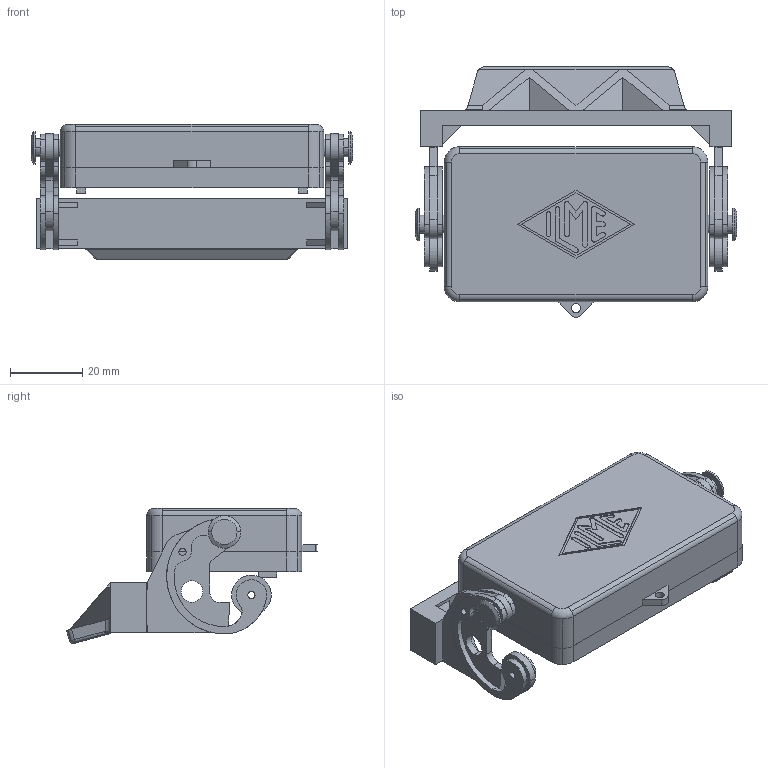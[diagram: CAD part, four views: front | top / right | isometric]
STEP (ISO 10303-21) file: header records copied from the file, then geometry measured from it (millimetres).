
FILE_DESCRIPTION((''),'2;1');
FILE_NAME('CHC 10 LG.stp','2006-12-13T10:22:17',('gembarski'),(''),'Autodesk Inventor 7','Autodesk Inventor 7','');
FILE_SCHEMA(('AUTOMOTIVE_DESIGN { 1 0 10303 214 1 1 1 1 }'));
Length unit declared in the file: millimetre
Products named in the file (1): CHC 10 LG
Bounding box: 89 x 69.48 x 37.43 mm (x, y, z)
Volume: 37284 mm3; surface area: 23905.9 mm2
Topology: 1 solids, 1 shells, 367 faces, 995 edges, 646 vertices
Faces by surface type: plane 153, cylinder 121, bspline 87, torus 4, cone 2
Entity records: 12466 total; most frequent: CARTESIAN_POINT 3110, ORIENTED_EDGE 1990, DIRECTION 1937, EDGE_CURVE 995, AXIS2_PLACEMENT_3D 663, VERTEX_POINT 646, VECTOR 611, LINE 611
